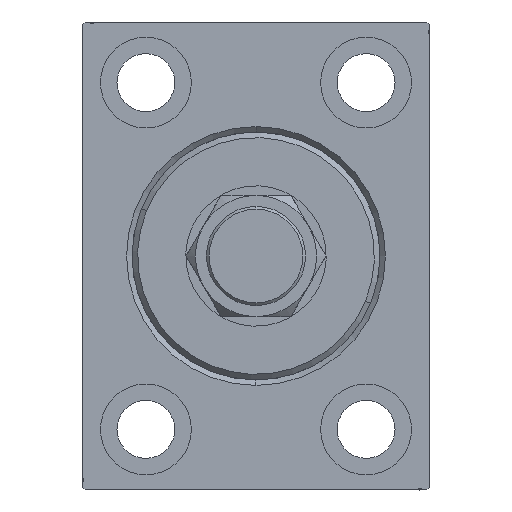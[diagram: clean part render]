
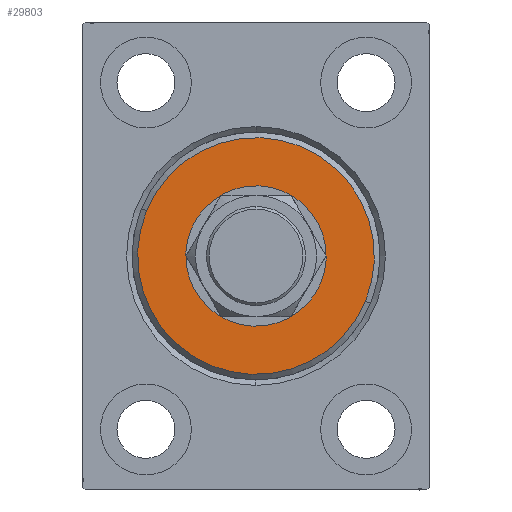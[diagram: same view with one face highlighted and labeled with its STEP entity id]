
A CAD part, left-side view. The second image highlights one B-rep face of the part: STEP entity #29803.
In plain terms, the highlighted face is planar.
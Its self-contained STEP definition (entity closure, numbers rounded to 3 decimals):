
#1603 = DIRECTION ( 'NONE',  ( 0., 0., -1. ) ) ;
#1741 = EDGE_CURVE ( 'NONE', #4746, #36744, #2303, .T. ) ;
#2190 = EDGE_LOOP ( 'NONE', ( #5403, #12445 ) ) ;
#2303 = CIRCLE ( 'NONE', #30919, 12.75 ) ;
#2994 = DIRECTION ( 'NONE',  ( -1., 0., 0. ) ) ;
#4746 = VERTEX_POINT ( 'NONE', #30485 ) ;
#5403 = ORIENTED_EDGE ( 'NONE', *, *, #31260, .T. ) ;
#6511 = CIRCLE ( 'NONE', #43910, 21.5 ) ;
#7721 = CIRCLE ( 'NONE', #19438, 12.75 ) ;
#8707 = ORIENTED_EDGE ( 'NONE', *, *, #29188, .T. ) ;
#8730 = CARTESIAN_POINT ( 'NONE',  ( 3., 0., 0. ) ) ;
#11206 = CARTESIAN_POINT ( 'NONE',  ( 3., 0., 0. ) ) ;
#11340 = AXIS2_PLACEMENT_3D ( 'NONE', #11206, #32561, #13974 ) ;
#11483 = EDGE_LOOP ( 'NONE', ( #44196, #8707 ) ) ;
#12098 = AXIS2_PLACEMENT_3D ( 'NONE', #8730, #40181, #1603 ) ;
#12445 = ORIENTED_EDGE ( 'NONE', *, *, #1741, .T. ) ;
#13974 = DIRECTION ( 'NONE',  ( 0., 0., -1. ) ) ;
#14051 = CARTESIAN_POINT ( 'NONE',  ( 3., 0., -21.5 ) ) ;
#14916 = DIRECTION ( 'NONE',  ( 1., 0., 0. ) ) ;
#15913 = CARTESIAN_POINT ( 'NONE',  ( 3., 0., 12.75 ) ) ;
#19438 = AXIS2_PLACEMENT_3D ( 'NONE', #41564, #2994, #20912 ) ;
#19746 = PLANE ( 'NONE',  #12098 ) ;
#20912 = DIRECTION ( 'NONE',  ( 0., 0., -1. ) ) ;
#25017 = DIRECTION ( 'NONE',  ( 0., 0., -1. ) ) ;
#26032 = CIRCLE ( 'NONE', #11340, 21.5 ) ;
#26364 = DIRECTION ( 'NONE',  ( 0., 0., -1. ) ) ;
#28542 = CARTESIAN_POINT ( 'NONE',  ( 3., 0., 21.5 ) ) ;
#29188 = EDGE_CURVE ( 'NONE', #37571, #39942, #26032, .T. ) ;
#29803 = ADVANCED_FACE ( 'NONE', ( #30080, #44076 ), #19746, .T. ) ;
#30080 = FACE_OUTER_BOUND ( 'NONE', #11483, .T. ) ;
#30485 = CARTESIAN_POINT ( 'NONE',  ( 3., 0., -12.75 ) ) ;
#30919 = AXIS2_PLACEMENT_3D ( 'NONE', #40804, #33029, #26364 ) ;
#31260 = EDGE_CURVE ( 'NONE', #36744, #4746, #7721, .T. ) ;
#32356 = CARTESIAN_POINT ( 'NONE',  ( 3., 0., 0. ) ) ;
#32561 = DIRECTION ( 'NONE',  ( 1., 0., 0. ) ) ;
#33029 = DIRECTION ( 'NONE',  ( -1., 0., 0. ) ) ;
#36744 = VERTEX_POINT ( 'NONE', #15913 ) ;
#37571 = VERTEX_POINT ( 'NONE', #14051 ) ;
#39942 = VERTEX_POINT ( 'NONE', #28542 ) ;
#40181 = DIRECTION ( 'NONE',  ( 1., 0., 0. ) ) ;
#40804 = CARTESIAN_POINT ( 'NONE',  ( 3., 0., 0. ) ) ;
#41564 = CARTESIAN_POINT ( 'NONE',  ( 3., 0., 0. ) ) ;
#43910 = AXIS2_PLACEMENT_3D ( 'NONE', #32356, #14916, #25017 ) ;
#44076 = FACE_BOUND ( 'NONE', #2190, .T. ) ;
#44196 = ORIENTED_EDGE ( 'NONE', *, *, #45103, .T. ) ;
#45103 = EDGE_CURVE ( 'NONE', #39942, #37571, #6511, .T. ) ;
